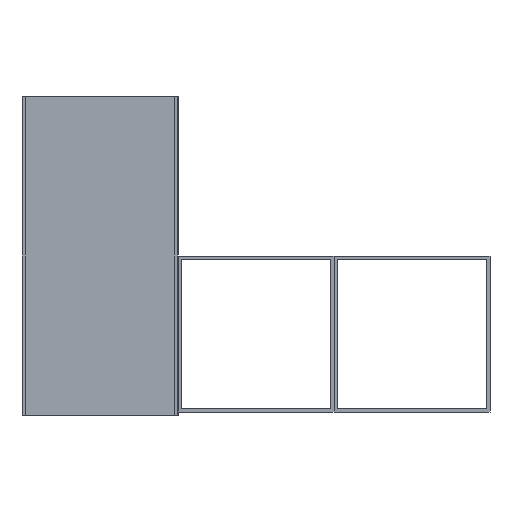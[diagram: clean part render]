
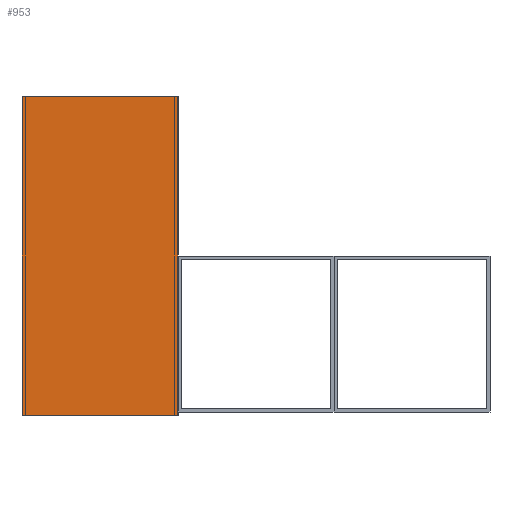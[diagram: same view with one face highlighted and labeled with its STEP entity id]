
A CAD part, front view. The second image highlights one B-rep face of the part: STEP entity #953.
In plain terms, the highlighted face is planar.
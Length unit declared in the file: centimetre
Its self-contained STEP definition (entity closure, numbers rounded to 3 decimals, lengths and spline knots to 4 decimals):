
#473=VERTEX_POINT('',#1147);
#474=VERTEX_POINT('',#1148);
#475=VERTEX_POINT('',#1150);
#476=VERTEX_POINT('',#1152);
#521=VECTOR('',#1024,1.);
#522=VECTOR('',#1025,1.);
#523=VECTOR('',#1026,1.);
#524=VECTOR('',#1027,1.);
#593=LINE('',#1146,#521);
#594=LINE('',#1149,#522);
#595=LINE('',#1151,#523);
#596=LINE('',#1153,#524);
#665=EDGE_CURVE('',#473,#474,#593,.T.);
#666=EDGE_CURVE('',#475,#474,#594,.T.);
#667=EDGE_CURVE('',#475,#476,#595,.T.);
#668=EDGE_CURVE('',#476,#473,#596,.T.);
#737=ORIENTED_EDGE('',*,*,#665,.T.);
#738=ORIENTED_EDGE('',*,*,#666,.F.);
#739=ORIENTED_EDGE('',*,*,#667,.T.);
#740=ORIENTED_EDGE('',*,*,#668,.T.);
#881=EDGE_LOOP('',(#737,#738,#739,#740));
#917=FACE_BOUND('',#881,.T.);
#953=ADVANCED_FACE('',(#917),#1305,.T.);
#983=AXIS2_PLACEMENT_3D('',#1145,#1023,$);
#1023=DIRECTION('',(0.,0.,-1.));
#1024=DIRECTION('',(1.,0.,0.));
#1025=DIRECTION('',(0.,1.,0.));
#1026=DIRECTION('',(-1.,0.,0.));
#1027=DIRECTION('',(0.,1.,0.));
#1145=CARTESIAN_POINT('',(5.0754,0.,-2.5553));
#1146=CARTESIAN_POINT('',(12.6954,31.115,-2.5553));
#1147=CARTESIAN_POINT('',(-2.5446,31.115,-2.5553));
#1148=CARTESIAN_POINT('',(12.6954,31.115,-2.5553));
#1149=CARTESIAN_POINT('',(12.6954,0.,-2.5553));
#1150=CARTESIAN_POINT('',(12.6954,0.,-2.5553));
#1151=CARTESIAN_POINT('',(12.6954,0.,-2.5553));
#1152=CARTESIAN_POINT('',(-2.5446,0.,-2.5553));
#1153=CARTESIAN_POINT('',(-2.5446,0.,-2.5553));
#1305=PLANE('',#983);
